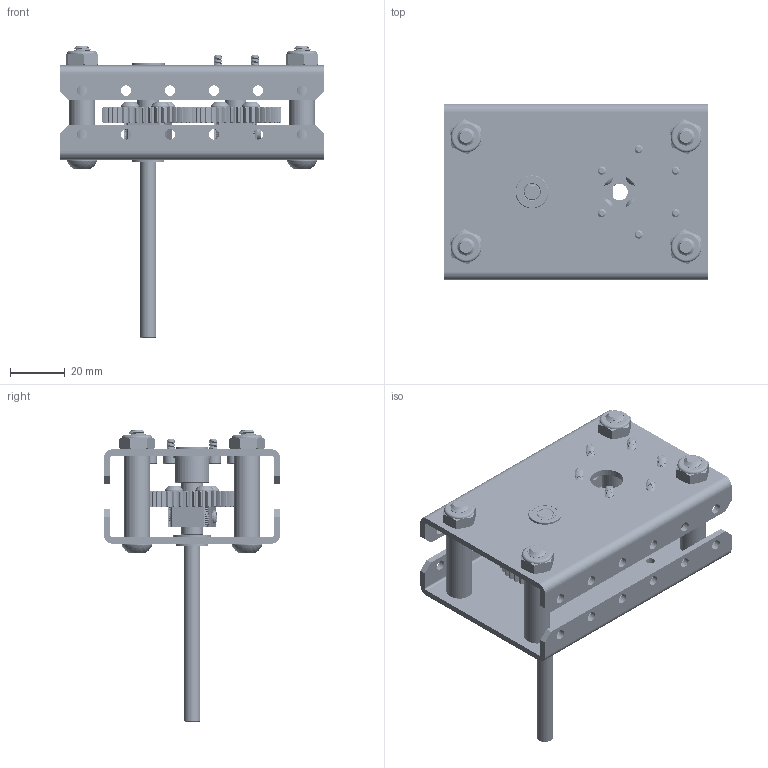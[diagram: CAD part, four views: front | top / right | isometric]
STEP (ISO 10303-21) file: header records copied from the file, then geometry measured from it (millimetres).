
FILE_DESCRIPTION (( 'STEP AP214' ), '1' );
FILE_NAME ('am-3447 PicoBox Uno.STEP', '2016-09-08T14:30:58', ( '' ), ( '' ), 'SwSTEP 2.0', 'SolidWorks 2014', '' );
FILE_SCHEMA (( 'AUTOMOTIVE_DESIGN' ));
Length unit declared in the file: inch
Products named in the file (13): 14-20 NyLock thin - Mcm 90566A029_90566A029; 14-20 x 1.625 BHCS_92949A837; PicoBox Spacer; PicoBox Uno Plate; am-3447 PicoBox Uno; M3x0.5x6mm SHCS_91290A111; PicoBox Center Axle spacer; 6-32x0.500 BHCS with threads_98164A111; 10-32 x 0.25 Set Screw Cup Point; am-3215 6mmD Double Boss Nub; 40T 32DP 20PA With 6mm Bore Nub Gear; 6mm D-Shaft 100mm; 6mm x 12mm Flanged -Mcm 7804K142_7804K142
Assembly tree (38 placements, depth 2):
  am-3447 PicoBox Uno
    PicoBox Uno Plate  x2
    PicoBox Spacer  x4
    14-20 x 1.625 BHCS_92949A837  x4
    14-20 NyLock thin - Mcm 90566A029_90566A029  x4
    6mm x 12mm Flanged -Mcm 7804K142_7804K142  x2
    6mm D-Shaft 100mm
    40T 32DP 20PA With 6mm Bore Nub Gear  x2
    am-3215 6mmD Double Boss Nub  x2
    10-32 x 0.25 Set Screw Cup Point  x2
    6-32x0.500 BHCS with threads_98164A111  x8
    PicoBox Center Axle spacer
    M3x0.5x6mm SHCS_91290A111  x6
Bounding box: 96 x 64 x 106.09 mm (x, y, z)
Volume: 61861.4 mm3; surface area: 65784.2 mm2
Topology: 72 solids, 72 shells, 2694 faces, 7102 edges, 4556 vertices
Faces by surface type: cylinder 1563, cone 588, plane 387, sphere 72, bspline 48, torus 36
Entity records: 37785 total; most frequent: CARTESIAN_POINT 15903, ORIENTED_EDGE 4454, DIRECTION 4372, EDGE_CURVE 2227, AXIS2_PLACEMENT_3D 1815, VERTEX_POINT 1443, EDGE_LOOP 946, CIRCLE 928
